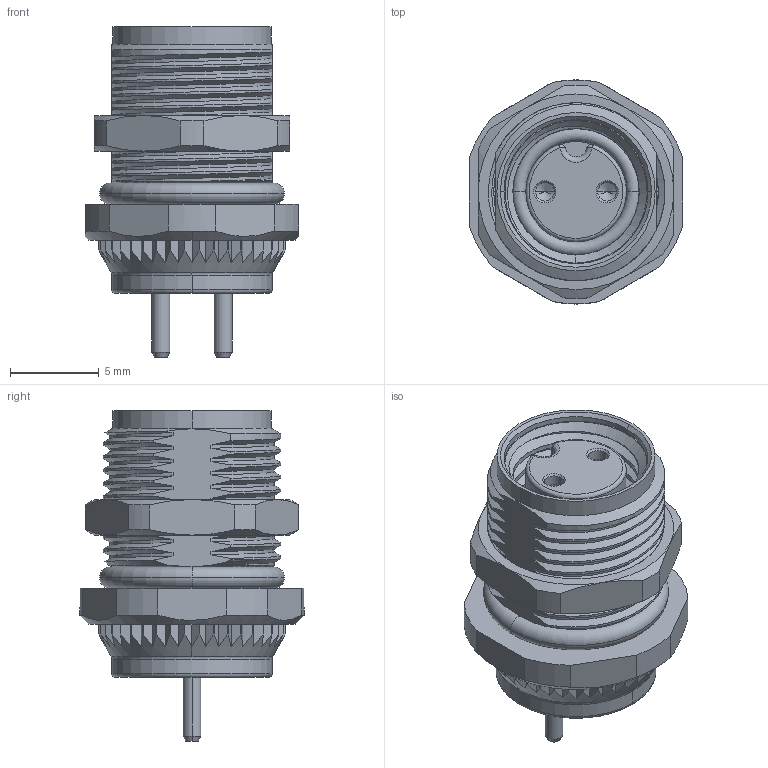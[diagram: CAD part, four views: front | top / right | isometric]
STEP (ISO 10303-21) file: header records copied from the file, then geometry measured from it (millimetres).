
FILE_DESCRIPTION((''),'2;1');
FILE_NAME('3P-K133332_2','2025-09-08T',('gongcheng16'),(''),'PRO/ENGINEER BY PARAMETRIC TECHNOLOGY CORPORATION, 2010280','PRO/ENGINEER BY PARAMETRIC TECHNOLOGY CORPORATION, 2010280','');
FILE_SCHEMA(('CONFIG_CONTROL_DESIGN'));
Products named in the file (1): 3P-K133332_2
Bounding box: 12 x 12.6 x 18.6 mm (x, y, z)
Volume: 260.6 mm3; surface area: 8900.6 mm2
Topology: 1 solids, 56 shells, 1863 faces, 6239 edges, 4307 vertices
Faces by surface type: plane 623, bspline 508, cylinder 425, cone 241, torus 66
Entity records: 206454 total; most frequent: CARTESIAN_POINT 157659, ORIENTED_EDGE 10898, DIRECTION 8143, EDGE_CURVE 6235, VERTEX_POINT 4307, AXIS2_PLACEMENT_3D 2870, VECTOR 2403, LINE 2403
